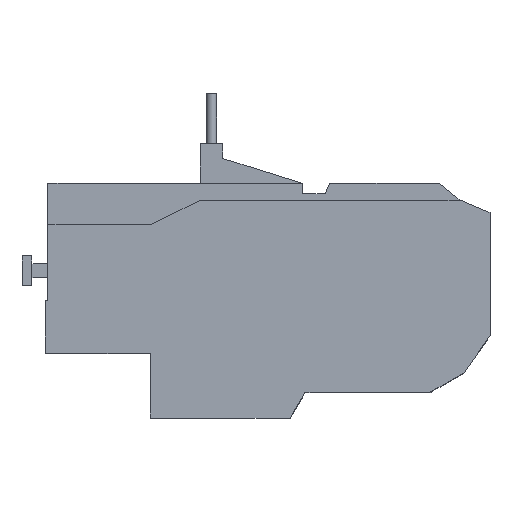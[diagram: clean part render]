
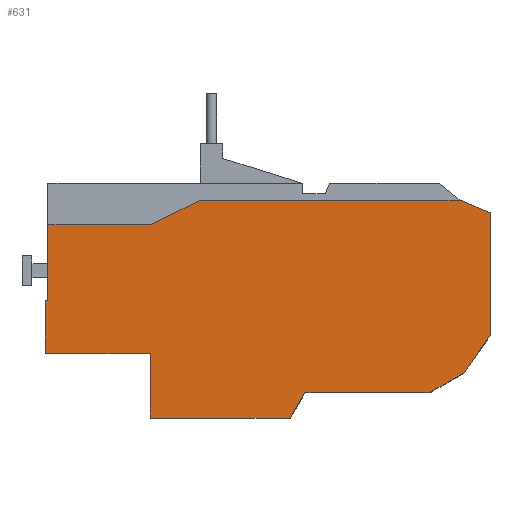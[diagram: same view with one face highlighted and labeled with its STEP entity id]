
A CAD part, top view. The second image highlights one B-rep face of the part: STEP entity #631.
In plain terms, the highlighted planar face has unit normal (0, 0, 1).
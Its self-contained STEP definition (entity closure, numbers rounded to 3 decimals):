
#631=ADVANCED_FACE('',(#6905),#6907,.T.);
#6905=FACE_BOUND('',#6906,.T.);
#6906=EDGE_LOOP('',(#14342,#14343,#14344,#14345,#14346,#14347,#14348,#14349,#14350,
#14351,#14352,#14353,#14354,#14355,#14356));
#6907=PLANE('',#6908);
#6908=AXIS2_PLACEMENT_3D('',#6909,#6910,#6911);
#6909=CARTESIAN_POINT('',(0.,0.,49.));
#6910=DIRECTION('',(0.,0.,1.));
#6911=DIRECTION('',(1.,0.,0.));
#14342=ORIENTED_EDGE('',*,*,#17662,.F.);
#14343=ORIENTED_EDGE('',*,*,#17654,.F.);
#14344=ORIENTED_EDGE('',*,*,#17652,.F.);
#14345=ORIENTED_EDGE('',*,*,#17651,.T.);
#14346=ORIENTED_EDGE('',*,*,#17848,.T.);
#14347=ORIENTED_EDGE('',*,*,#17850,.T.);
#14348=ORIENTED_EDGE('',*,*,#17851,.T.);
#14349=ORIENTED_EDGE('',*,*,#17759,.F.);
#14350=ORIENTED_EDGE('',*,*,#17746,.T.);
#14351=ORIENTED_EDGE('',*,*,#17740,.T.);
#14352=ORIENTED_EDGE('',*,*,#17738,.T.);
#14353=ORIENTED_EDGE('',*,*,#17733,.F.);
#14354=ORIENTED_EDGE('',*,*,#17716,.F.);
#14355=ORIENTED_EDGE('',*,*,#17708,.F.);
#14356=ORIENTED_EDGE('',*,*,#17695,.F.);
#17651=EDGE_CURVE('',#19497,#19499,#19501,.T.);
#17652=EDGE_CURVE('',#19497,#19502,#19503,.T.);
#17654=EDGE_CURVE('',#19502,#19505,#19506,.T.);
#17662=EDGE_CURVE('',#19505,#19520,#19521,.T.);
#17695=EDGE_CURVE('',#19520,#19583,#19584,.T.);
#17708=EDGE_CURVE('',#19583,#19607,#19608,.T.);
#17716=EDGE_CURVE('',#19607,#19622,#19623,.T.);
#17733=EDGE_CURVE('',#19622,#19652,#19653,.T.);
#17738=EDGE_CURVE('',#19661,#19652,#19662,.T.);
#17740=EDGE_CURVE('',#19664,#19661,#19665,.T.);
#17746=EDGE_CURVE('',#19675,#19664,#19676,.T.);
#17759=EDGE_CURVE('',#19675,#19699,#19700,.T.);
#17848=EDGE_CURVE('',#19499,#19863,#19864,.T.);
#17850=EDGE_CURVE('',#19863,#19866,#19867,.T.);
#17851=EDGE_CURVE('',#19866,#19699,#19868,.T.);
#19497=VERTEX_POINT('',#24139);
#19499=VERTEX_POINT('',#24143);
#19501=LINE('',#24147,#24148);
#19502=VERTEX_POINT('',#24150);
#19503=LINE('',#24151,#24152);
#19505=VERTEX_POINT('',#24157);
#19506=LINE('',#24158,#24159);
#19520=VERTEX_POINT('',#24188);
#19521=LINE('',#24189,#24190);
#19583=VERTEX_POINT('',#24317);
#19584=LINE('',#24318,#24319);
#19607=VERTEX_POINT('',#24370);
#19608=LINE('',#24371,#24372);
#19622=VERTEX_POINT('',#24401);
#19623=LINE('',#24402,#24403);
#19652=VERTEX_POINT('',#24465);
#19653=LINE('',#24466,#24467);
#19661=VERTEX_POINT('',#24487);
#19662=LINE('',#24488,#24489);
#19664=VERTEX_POINT('',#24494);
#19665=LINE('',#24495,#24496);
#19675=VERTEX_POINT('',#24521);
#19676=LINE('',#24522,#24523);
#19699=VERTEX_POINT('',#24571);
#19700=LINE('',#24572,#24573);
#19863=VERTEX_POINT('',#25428);
#19864=LINE('',#25429,#25430);
#19866=VERTEX_POINT('',#25435);
#19867=LINE('',#25436,#25437);
#19868=LINE('',#25439,#25440);
#24139=CARTESIAN_POINT('',(68.,48.136,49.));
#24143=CARTESIAN_POINT('',(62.,50.636,49.));
#24147=CARTESIAN_POINT('',(68.,48.136,49.));
#24148=VECTOR('',#24149,1.);
#24149=DIRECTION('',(-0.923,0.385,0.));
#24150=CARTESIAN_POINT('',(68.,23.521,49.));
#24151=CARTESIAN_POINT('',(68.,48.136,49.));
#24152=VECTOR('',#24153,1.);
#24153=DIRECTION('',(0.,-1.,0.));
#24157=CARTESIAN_POINT('',(62.883,16.117,49.));
#24158=CARTESIAN_POINT('',(68.,23.521,49.));
#24159=VECTOR('',#24160,1.);
#24160=DIRECTION('',(-0.569,-0.823,0.));
#24188=CARTESIAN_POINT('',(55.955,12.117,49.));
#24189=CARTESIAN_POINT('',(62.883,16.117,49.));
#24190=VECTOR('',#24191,1.);
#24191=DIRECTION('',(-0.866,-0.5,0.));
#24317=CARTESIAN_POINT('',(30.955,12.117,49.));
#24318=CARTESIAN_POINT('',(55.955,12.117,49.));
#24319=VECTOR('',#24320,1.);
#24320=DIRECTION('',(-1.,0.,0.));
#24370=CARTESIAN_POINT('',(28.,7.,49.));
#24371=CARTESIAN_POINT('',(30.955,12.117,49.));
#24372=VECTOR('',#24373,1.);
#24373=DIRECTION('',(-0.5,-0.866,0.));
#24401=CARTESIAN_POINT('',(0.,7.,49.));
#24402=CARTESIAN_POINT('',(28.,7.,49.));
#24403=VECTOR('',#24404,1.);
#24404=DIRECTION('',(-1.,0.,0.));
#24465=CARTESIAN_POINT('',(0.,20.,49.));
#24466=CARTESIAN_POINT('',(0.,7.,49.));
#24467=VECTOR('',#24468,1.);
#24468=DIRECTION('',(0.,1.,0.));
#24487=CARTESIAN_POINT('',(-21.,20.,49.));
#24488=CARTESIAN_POINT('',(-21.,20.,49.));
#24489=VECTOR('',#24490,1.);
#24490=DIRECTION('',(1.,0.,0.));
#24494=CARTESIAN_POINT('',(-21.,30.5,49.));
#24495=CARTESIAN_POINT('',(-21.,30.5,49.));
#24496=VECTOR('',#24497,1.);
#24497=DIRECTION('',(0.,-1.,0.));
#24521=CARTESIAN_POINT('',(-20.5,30.5,49.));
#24522=CARTESIAN_POINT('',(-20.5,30.5,49.));
#24523=VECTOR('',#24524,1.);
#24524=DIRECTION('',(-1.,0.,0.));
#24571=CARTESIAN_POINT('',(-20.5,45.7,49.));
#24572=CARTESIAN_POINT('',(-20.5,30.5,49.));
#24573=VECTOR('',#24574,1.);
#24574=DIRECTION('',(0.,1.,0.));
#25428=CARTESIAN_POINT('',(10.,50.636,49.));
#25429=CARTESIAN_POINT('',(62.,50.636,49.));
#25430=VECTOR('',#25431,1.);
#25431=DIRECTION('',(-1.,0.,0.));
#25435=CARTESIAN_POINT('',(0.,45.7,49.));
#25436=CARTESIAN_POINT('',(10.,50.636,49.));
#25437=VECTOR('',#25438,1.);
#25438=DIRECTION('',(-0.897,-0.443,0.));
#25439=CARTESIAN_POINT('',(0.,45.7,49.));
#25440=VECTOR('',#25441,1.);
#25441=DIRECTION('',(-1.,0.,0.));
